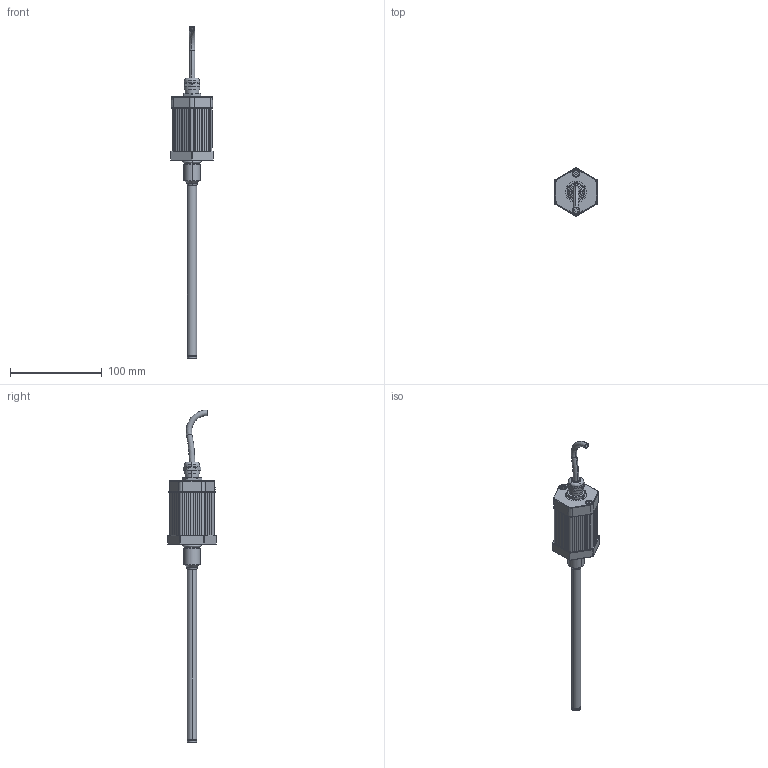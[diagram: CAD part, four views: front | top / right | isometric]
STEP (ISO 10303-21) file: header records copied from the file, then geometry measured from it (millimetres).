
FILE_DESCRIPTION (( 'STEP AP214' ), '1' );
FILE_NAME ('TH1-0100-104-___-20_.STEP', '2014-07-10T13:08:27', ( 'dummy' ), ( 'Microsoft' ), 'SwSTEP 2.0', 'SolidWorks 2013', '' );
FILE_SCHEMA (( 'AUTOMOTIVE_DESIGN' ));
Length unit declared in the file: millimetre
Products named in the file (1): TH1-0100-104-___-20_
Bounding box: 46 x 52.96 x 361.34 mm (x, y, z)
Surface area: 28319.6 mm2 (no closed solid volume)
Topology: 0 solids, 53 shells, 465 faces, 2682 edges, 2252 vertices
Faces by surface type: plane 272, cylinder 95, torus 38, cone 30, bspline 26, sphere 4
Entity records: 36662 total; most frequent: CARTESIAN_POINT 13075, ORIENTED_EDGE 3314, DIRECTION 3088, EDGE_CURVE 2682, VERTEX_POINT 2252, VECTOR 1504, LINE 1504, B_SPLINE_CURVE_WITH_KNOTS 817
